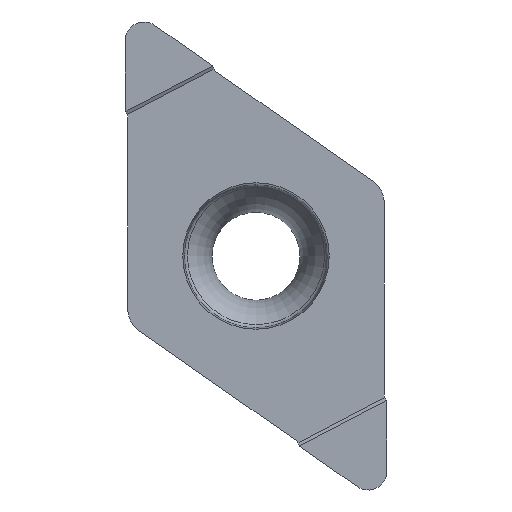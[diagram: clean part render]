
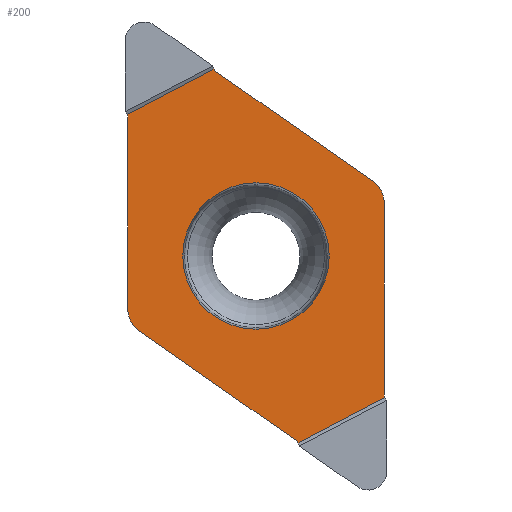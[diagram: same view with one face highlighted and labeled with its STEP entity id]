
A CAD part, top view. The second image highlights one B-rep face of the part: STEP entity #200.
In plain terms, the highlighted planar face has unit normal (0, 0, 1).
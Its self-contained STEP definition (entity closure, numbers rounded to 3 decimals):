
#49=FACE_BOUND('',#282,.T.);
#50=FACE_BOUND('',#283,.T.);
#61=CIRCLE('',#816,3.077);
#62=CIRCLE('',#817,1.079);
#63=CIRCLE('',#818,1.079);
#86=PLANE('',#819);
#99=LINE('',#1492,#143);
#101=LINE('',#1856,#145);
#114=LINE('',#1899,#158);
#115=LINE('',#1900,#159);
#116=LINE('',#1904,#160);
#117=LINE('',#1905,#161);
#143=VECTOR('',#864,1.);
#145=VECTOR('',#868,1.);
#158=VECTOR('',#895,1.);
#159=VECTOR('',#896,1.);
#160=VECTOR('',#899,1.);
#161=VECTOR('',#900,1.);
#200=ADVANCED_FACE('',(#49,#50),#86,.T.);
#282=EDGE_LOOP('',(#374));
#283=EDGE_LOOP('',(#375,#376,#377,#378,#379,#380,#381,#382,#383,#384,#385,
#386));
#374=ORIENTED_EDGE('',*,*,#665,.T.);
#375=ORIENTED_EDGE('',*,*,#666,.T.);
#376=ORIENTED_EDGE('',*,*,#667,.T.);
#377=ORIENTED_EDGE('',*,*,#643,.T.);
#378=ORIENTED_EDGE('',*,*,#648,.T.);
#379=ORIENTED_EDGE('',*,*,#639,.T.);
#380=ORIENTED_EDGE('',*,*,#668,.T.);
#381=ORIENTED_EDGE('',*,*,#669,.T.);
#382=ORIENTED_EDGE('',*,*,#670,.T.);
#383=ORIENTED_EDGE('',*,*,#627,.T.);
#384=ORIENTED_EDGE('',*,*,#632,.T.);
#385=ORIENTED_EDGE('',*,*,#623,.T.);
#386=ORIENTED_EDGE('',*,*,#671,.T.);
#541=VERTEX_POINT('',#1138);
#546=VERTEX_POINT('',#1168);
#550=VERTEX_POINT('',#1327);
#551=VERTEX_POINT('',#1335);
#555=VERTEX_POINT('',#1502);
#560=VERTEX_POINT('',#1532);
#564=VERTEX_POINT('',#1691);
#565=VERTEX_POINT('',#1699);
#580=VERTEX_POINT('',#1895);
#581=VERTEX_POINT('',#1897);
#582=VERTEX_POINT('',#1898);
#583=VERTEX_POINT('',#1901);
#584=VERTEX_POINT('',#1903);
#623=EDGE_CURVE('',#541,#546,#742,.T.);
#627=EDGE_CURVE('',#551,#550,#746,.T.);
#632=EDGE_CURVE('',#550,#541,#99,.T.);
#639=EDGE_CURVE('',#555,#560,#756,.T.);
#643=EDGE_CURVE('',#565,#564,#760,.T.);
#648=EDGE_CURVE('',#564,#555,#101,.T.);
#665=EDGE_CURVE('',#580,#580,#61,.T.);
#666=EDGE_CURVE('',#581,#582,#62,.T.);
#667=EDGE_CURVE('',#582,#565,#114,.T.);
#668=EDGE_CURVE('',#560,#583,#115,.T.);
#669=EDGE_CURVE('',#583,#584,#63,.T.);
#670=EDGE_CURVE('',#584,#551,#116,.T.);
#671=EDGE_CURVE('',#546,#581,#117,.T.);
#742=B_SPLINE_CURVE_WITH_KNOTS('',3,(#1169,#1170,#1171,#1172,#1173,#1174,
#1175),.UNSPECIFIED.,.F.,.F.,(4,1,1,1,4),(0.,0.358,0.787,
0.895,1.),.UNSPECIFIED.);
#746=B_SPLINE_CURVE_WITH_KNOTS('',3,(#1328,#1329,#1330,#1331,#1332,#1333,
#1334),.UNSPECIFIED.,.F.,.F.,(4,1,1,1,4),(0.,0.105,0.213,
0.642,1.),.UNSPECIFIED.);
#756=B_SPLINE_CURVE_WITH_KNOTS('',3,(#1533,#1534,#1535,#1536,#1537,#1538,
#1539),.UNSPECIFIED.,.F.,.F.,(4,1,1,1,4),(0.,0.358,0.787,
0.895,1.),.UNSPECIFIED.);
#760=B_SPLINE_CURVE_WITH_KNOTS('',3,(#1692,#1693,#1694,#1695,#1696,#1697,
#1698),.UNSPECIFIED.,.F.,.F.,(4,1,1,1,4),(0.,0.105,0.213,
0.642,1.),.UNSPECIFIED.);
#816=AXIS2_PLACEMENT_3D('',#1894,#891,#892);
#817=AXIS2_PLACEMENT_3D('',#1896,#893,#894);
#818=AXIS2_PLACEMENT_3D('',#1902,#897,#898);
#819=AXIS2_PLACEMENT_3D('',#1906,#901,#902);
#864=DIRECTION('',(-0.887,-0.462,0.));
#868=DIRECTION('',(0.887,0.462,0.));
#891=DIRECTION('',(0.,0.,-1.));
#892=DIRECTION('',(0.,-1.,0.));
#893=DIRECTION('',(0.,0.,1.));
#894=DIRECTION('',(0.,-1.,0.));
#895=DIRECTION('',(0.819,-0.574,0.));
#896=DIRECTION('',(0.,1.,0.));
#897=DIRECTION('',(0.,0.,1.));
#898=DIRECTION('',(0.,-1.,0.));
#899=DIRECTION('',(-0.819,0.574,0.));
#900=DIRECTION('',(0.,-1.,0.));
#901=DIRECTION('',(0.,0.,1.));
#902=DIRECTION('',(0.,-1.,0.));
#1138=CARTESIAN_POINT('',(-5.417,5.948,-0.1));
#1168=CARTESIAN_POINT('',(-5.388,5.778,-0.1));
#1169=CARTESIAN_POINT('',(-5.417,5.948,-0.1));
#1170=CARTESIAN_POINT('',(-5.41,5.928,-0.1));
#1171=CARTESIAN_POINT('',(-5.397,5.884,-0.1));
#1172=CARTESIAN_POINT('',(-5.39,5.833,-0.1));
#1173=CARTESIAN_POINT('',(-5.388,5.796,-0.1));
#1174=CARTESIAN_POINT('',(-5.388,5.784,-0.1));
#1175=CARTESIAN_POINT('',(-5.388,5.778,-0.1));
#1327=CARTESIAN_POINT('',(-1.765,7.849,-0.1));
#1328=CARTESIAN_POINT('',(-1.643,7.728,-0.1));
#1329=CARTESIAN_POINT('',(-1.648,7.731,-0.1));
#1330=CARTESIAN_POINT('',(-1.658,7.738,-0.1));
#1331=CARTESIAN_POINT('',(-1.687,7.761,-0.1));
#1332=CARTESIAN_POINT('',(-1.724,7.796,-0.1));
#1333=CARTESIAN_POINT('',(-1.753,7.832,-0.1));
#1334=CARTESIAN_POINT('',(-1.765,7.849,-0.1));
#1335=CARTESIAN_POINT('',(-1.643,7.728,-0.1));
#1492=CARTESIAN_POINT('',(-10.687,3.204,-0.1));
#1502=CARTESIAN_POINT('',(5.417,-5.948,-0.1));
#1532=CARTESIAN_POINT('',(5.388,-5.778,-0.1));
#1533=CARTESIAN_POINT('',(5.417,-5.948,-0.1));
#1534=CARTESIAN_POINT('',(5.41,-5.928,-0.1));
#1535=CARTESIAN_POINT('',(5.397,-5.884,-0.1));
#1536=CARTESIAN_POINT('',(5.39,-5.833,-0.1));
#1537=CARTESIAN_POINT('',(5.388,-5.796,-0.1));
#1538=CARTESIAN_POINT('',(5.388,-5.784,-0.1));
#1539=CARTESIAN_POINT('',(5.388,-5.778,-0.1));
#1691=CARTESIAN_POINT('',(1.765,-7.849,-0.1));
#1692=CARTESIAN_POINT('',(1.643,-7.728,-0.1));
#1693=CARTESIAN_POINT('',(1.648,-7.731,-0.1));
#1694=CARTESIAN_POINT('',(1.658,-7.738,-0.1));
#1695=CARTESIAN_POINT('',(1.687,-7.761,-0.1));
#1696=CARTESIAN_POINT('',(1.724,-7.796,-0.1));
#1697=CARTESIAN_POINT('',(1.753,-7.832,-0.1));
#1698=CARTESIAN_POINT('',(1.765,-7.849,-0.1));
#1699=CARTESIAN_POINT('',(1.643,-7.728,-0.1));
#1856=CARTESIAN_POINT('',(10.687,-3.204,-0.1));
#1894=CARTESIAN_POINT('',(0.,0.,
-0.1));
#1895=CARTESIAN_POINT('',(0.,-3.077,-0.1));
#1896=CARTESIAN_POINT('',(-4.309,-2.243,-0.1));
#1897=CARTESIAN_POINT('',(-5.388,-2.243,-0.1));
#1898=CARTESIAN_POINT('',(-4.928,-3.127,-0.1));
#1899=CARTESIAN_POINT('',(-30.495,14.776,-0.1));
#1900=CARTESIAN_POINT('',(5.388,33.455,-0.1));
#1901=CARTESIAN_POINT('',(5.388,2.243,-0.1));
#1902=CARTESIAN_POINT('',(4.309,2.243,-0.1));
#1903=CARTESIAN_POINT('',(4.928,3.127,-0.1));
#1904=CARTESIAN_POINT('',(30.495,-14.776,-0.1));
#1905=CARTESIAN_POINT('',(-5.388,-33.455,-0.1));
#1906=CARTESIAN_POINT('',(-10.687,3.204,-0.1));
